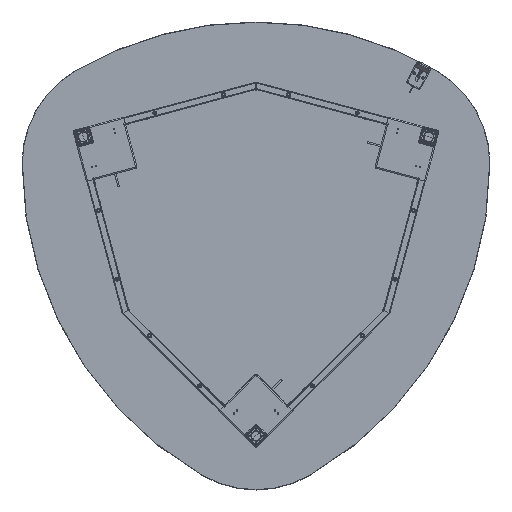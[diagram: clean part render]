
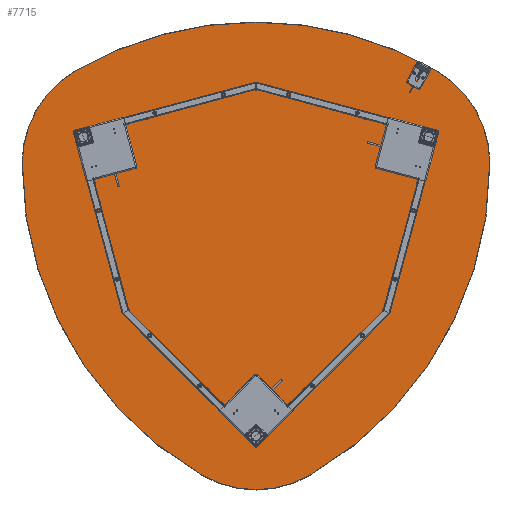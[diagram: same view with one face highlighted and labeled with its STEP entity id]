
A CAD part, front view. The second image highlights one B-rep face of the part: STEP entity #7715.
In plain terms, the highlighted planar face has unit normal (0, -1, 0).
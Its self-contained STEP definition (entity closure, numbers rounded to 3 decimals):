
#153 = EDGE_CURVE ( 'NONE', #7799, #22065, #7636, .T. ) ;
#1252 = DIRECTION ( 'NONE',  ( 0., -1., 0. ) ) ;
#1668 = EDGE_CURVE ( 'NONE', #19628, #12477, #12652, .T. ) ;
#1988 = DIRECTION ( 'NONE',  ( 0., 0., 1. ) ) ;
#2362 = VERTEX_POINT ( 'NONE', #10933 ) ;
#3886 = CIRCLE ( 'NONE', #15135, 1266.598 ) ;
#4441 = ORIENTED_EDGE ( 'NONE', *, *, #1668, .T. ) ;
#5089 = DIRECTION ( 'NONE',  ( 0., -1., 0. ) ) ;
#5178 = AXIS2_PLACEMENT_3D ( 'NONE', #14029, #24238, #1988 ) ;
#5790 = FACE_OUTER_BOUND ( 'NONE', #28106, .T. ) ;
#7574 = AXIS2_PLACEMENT_3D ( 'NONE', #10662, #10990, #18361 ) ;
#7636 = CIRCLE ( 'NONE', #26342, 1266.598 ) ;
#7715 = ADVANCED_FACE ( 'NONE', ( #5790 ), #31230, .F. ) ;
#7745 = CARTESIAN_POINT ( 'NONE',  ( 0., 707.9, -511.348 ) ) ;
#7799 = VERTEX_POINT ( 'NONE', #28386 ) ;
#8019 = DIRECTION ( 'NONE',  ( 0., -1., 0. ) ) ;
#8279 = EDGE_CURVE ( 'NONE', #2362, #19628, #3886, .T. ) ;
#8740 = ORIENTED_EDGE ( 'NONE', *, *, #8279, .T. ) ;
#9494 = CARTESIAN_POINT ( 'NONE',  ( -188.217, 707.9, -842.523 ) ) ;
#10133 = VERTEX_POINT ( 'NONE', #23725 ) ;
#10662 = CARTESIAN_POINT ( 'NONE',  ( -221.42, 707.9, -129.653 ) ) ;
#10933 = CARTESIAN_POINT ( 'NONE',  ( 188.217, 707.9, -842.523 ) ) ;
#10990 = DIRECTION ( 'NONE',  ( 0., 1., 0. ) ) ;
#11013 = VERTEX_POINT ( 'NONE', #9494 ) ;
#11178 = ORIENTED_EDGE ( 'NONE', *, *, #11448, .T. ) ;
#11448 = EDGE_CURVE ( 'NONE', #10133, #11013, #14036, .T. ) ;
#11599 = CIRCLE ( 'NONE', #30856, 1266.598 ) ;
#12477 = VERTEX_POINT ( 'NONE', #18142 ) ;
#12652 = CIRCLE ( 'NONE', #5178, 377.771 ) ;
#13957 = CARTESIAN_POINT ( 'NONE',  ( -445.985, 707.9, 257.49 ) ) ;
#13966 = ORIENTED_EDGE ( 'NONE', *, *, #29288, .T. ) ;
#14003 = DIRECTION ( 'NONE',  ( 0., 0., 1. ) ) ;
#14029 = CARTESIAN_POINT ( 'NONE',  ( 445.985, 707.9, 257.49 ) ) ;
#14036 = CIRCLE ( 'NONE', #22073, 1266.598 ) ;
#15135 = AXIS2_PLACEMENT_3D ( 'NONE', #30453, #8019, #18243 ) ;
#15734 = CARTESIAN_POINT ( 'NONE',  ( 0., 707.9, -511.348 ) ) ;
#16722 = ORIENTED_EDGE ( 'NONE', *, *, #21471, .T. ) ;
#17479 = ORIENTED_EDGE ( 'NONE', *, *, #18153, .T. ) ;
#18142 = CARTESIAN_POINT ( 'NONE',  ( 635.538, 707.9, 584.262 ) ) ;
#18153 = EDGE_CURVE ( 'NONE', #22065, #10133, #27265, .T. ) ;
#18243 = DIRECTION ( 'NONE',  ( 0., 0., 1. ) ) ;
#18361 = DIRECTION ( 'NONE',  ( 0., 0., 1. ) ) ;
#19628 = VERTEX_POINT ( 'NONE', #22458 ) ;
#19817 = DIRECTION ( 'NONE',  ( 0., -1., 0. ) ) ;
#20109 = CIRCLE ( 'NONE', #25427, 377.771 ) ;
#21471 = EDGE_CURVE ( 'NONE', #11013, #2362, #20109, .T. ) ;
#21704 = DIRECTION ( 'NONE',  ( 0., -1., 0. ) ) ;
#21863 = ORIENTED_EDGE ( 'NONE', *, *, #153, .T. ) ;
#22065 = VERTEX_POINT ( 'NONE', #27845 ) ;
#22073 = AXIS2_PLACEMENT_3D ( 'NONE', #25505, #5089, #30525 ) ;
#22458 = CARTESIAN_POINT ( 'NONE',  ( 823.755, 707.9, 258.261 ) ) ;
#23413 = DIRECTION ( 'NONE',  ( 0., 0., 1. ) ) ;
#23725 = CARTESIAN_POINT ( 'NONE',  ( -823.755, 707.9, 258.261 ) ) ;
#24238 = DIRECTION ( 'NONE',  ( 0., -1., 0. ) ) ;
#25427 = AXIS2_PLACEMENT_3D ( 'NONE', #32411, #21704, #14003 ) ;
#25489 = DIRECTION ( 'NONE',  ( 0., 0., 1. ) ) ;
#25505 = CARTESIAN_POINT ( 'NONE',  ( 442.841, 707.9, 255.674 ) ) ;
#26342 = AXIS2_PLACEMENT_3D ( 'NONE', #7745, #19817, #25489 ) ;
#27265 = CIRCLE ( 'NONE', #32087, 377.771 ) ;
#27845 = CARTESIAN_POINT ( 'NONE',  ( -635.538, 707.9, 584.262 ) ) ;
#28106 = EDGE_LOOP ( 'NONE', ( #13966, #21863, #17479, #11178, #16722, #8740, #4441 ) ) ;
#28386 = CARTESIAN_POINT ( 'NONE',  ( 0., 707.9, 755.25 ) ) ;
#28915 = DIRECTION ( 'NONE',  ( 0., -1., 0. ) ) ;
#29288 = EDGE_CURVE ( 'NONE', #12477, #7799, #11599, .T. ) ;
#30453 = CARTESIAN_POINT ( 'NONE',  ( -442.841, 707.9, 255.674 ) ) ;
#30525 = DIRECTION ( 'NONE',  ( 0., 0., 1. ) ) ;
#30856 = AXIS2_PLACEMENT_3D ( 'NONE', #15734, #28915, #23413 ) ;
#31230 = PLANE ( 'NONE',  #7574 ) ;
#31704 = DIRECTION ( 'NONE',  ( 0., 0., 1. ) ) ;
#32087 = AXIS2_PLACEMENT_3D ( 'NONE', #13957, #1252, #31704 ) ;
#32411 = CARTESIAN_POINT ( 'NONE',  ( 0., 707.9, -514.979 ) ) ;
